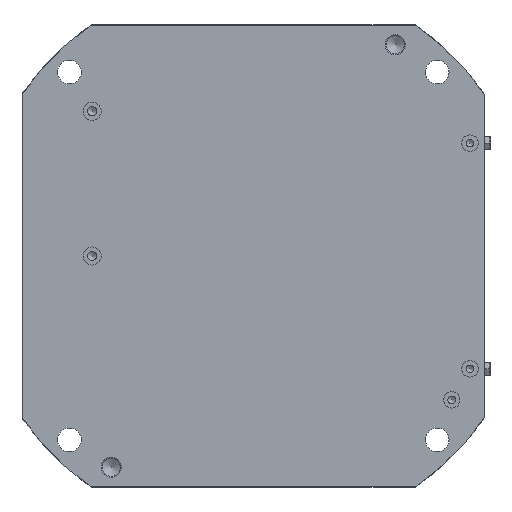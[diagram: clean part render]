
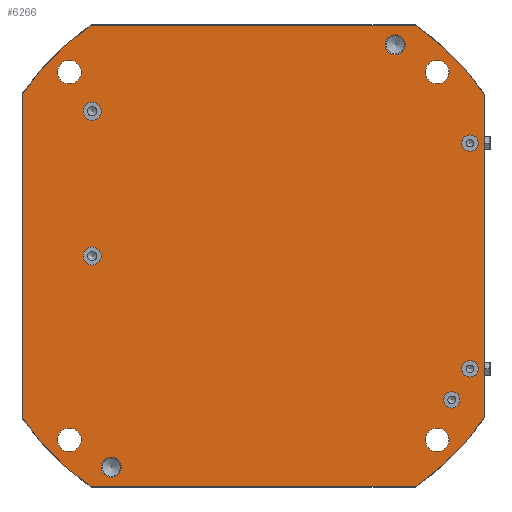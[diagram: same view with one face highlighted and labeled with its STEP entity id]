
A CAD part, front view. The second image highlights one B-rep face of the part: STEP entity #6266.
In plain terms, the highlighted planar face has unit normal (0, -1, 0).
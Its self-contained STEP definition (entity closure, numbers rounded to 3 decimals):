
#313=LINE('',#10024,#772);
#314=LINE('',#10028,#773);
#315=LINE('',#10032,#774);
#316=LINE('',#10035,#775);
#772=VECTOR('',#7968,179.14);
#773=VECTOR('',#7971,177.719);
#774=VECTOR('',#7974,179.14);
#775=VECTOR('',#7977,177.719);
#1333=FACE_BOUND('',#2285,.T.);
#1334=FACE_BOUND('',#2286,.T.);
#1335=FACE_BOUND('',#2287,.T.);
#1336=FACE_BOUND('',#2288,.T.);
#1337=FACE_BOUND('',#2289,.T.);
#1338=FACE_BOUND('',#2290,.T.);
#1339=FACE_BOUND('',#2291,.T.);
#1340=FACE_BOUND('',#2292,.T.);
#1341=FACE_BOUND('',#2293,.T.);
#1342=FACE_BOUND('',#2294,.T.);
#1343=FACE_BOUND('',#2295,.T.);
#1562=PLANE('',#6937);
#1831=FACE_OUTER_BOUND('',#2284,.T.);
#2284=EDGE_LOOP('',(#4872,#4873,#4874,#4875,#4876,#4877,#4878,#4879));
#2285=EDGE_LOOP('',(#4880));
#2286=EDGE_LOOP('',(#4881));
#2287=EDGE_LOOP('',(#4882));
#2288=EDGE_LOOP('',(#4883));
#2289=EDGE_LOOP('',(#4884));
#2290=EDGE_LOOP('',(#4885));
#2291=EDGE_LOOP('',(#4886));
#2292=EDGE_LOOP('',(#4887));
#2293=EDGE_LOOP('',(#4888));
#2294=EDGE_LOOP('',(#4889));
#2295=EDGE_LOOP('',(#4890));
#2851=CIRCLE('',#6936,5.5);
#2852=CIRCLE('',#6938,155.);
#2853=CIRCLE('',#6939,155.);
#2854=CIRCLE('',#6940,155.);
#2855=CIRCLE('',#6941,155.);
#2856=CIRCLE('',#6942,5.5);
#2857=CIRCLE('',#6943,6.5);
#2858=CIRCLE('',#6944,6.5);
#2859=CIRCLE('',#6945,6.5);
#2860=CIRCLE('',#6946,6.5);
#2861=CIRCLE('',#6947,4.5);
#2862=CIRCLE('',#6948,4.5);
#2863=CIRCLE('',#6949,4.5);
#2864=CIRCLE('',#6950,5.);
#2865=CIRCLE('',#6951,5.);
#3219=VERTEX_POINT('',#10017);
#3220=VERTEX_POINT('',#10020);
#3221=VERTEX_POINT('',#10021);
#3222=VERTEX_POINT('',#10023);
#3223=VERTEX_POINT('',#10025);
#3224=VERTEX_POINT('',#10027);
#3225=VERTEX_POINT('',#10029);
#3226=VERTEX_POINT('',#10031);
#3227=VERTEX_POINT('',#10033);
#3228=VERTEX_POINT('',#10036);
#3229=VERTEX_POINT('',#10038);
#3230=VERTEX_POINT('',#10040);
#3231=VERTEX_POINT('',#10042);
#3232=VERTEX_POINT('',#10044);
#3233=VERTEX_POINT('',#10046);
#3234=VERTEX_POINT('',#10048);
#3235=VERTEX_POINT('',#10050);
#3236=VERTEX_POINT('',#10052);
#3237=VERTEX_POINT('',#10054);
#3876=EDGE_CURVE('',#3219,#3219,#2851,.T.);
#3877=EDGE_CURVE('',#3220,#3221,#2852,.T.);
#3878=EDGE_CURVE('',#3220,#3222,#313,.T.);
#3879=EDGE_CURVE('',#3223,#3222,#2853,.T.);
#3880=EDGE_CURVE('',#3223,#3224,#314,.T.);
#3881=EDGE_CURVE('',#3225,#3224,#2854,.T.);
#3882=EDGE_CURVE('',#3226,#3225,#315,.T.);
#3883=EDGE_CURVE('',#3227,#3226,#2855,.T.);
#3884=EDGE_CURVE('',#3221,#3227,#316,.T.);
#3885=EDGE_CURVE('',#3228,#3228,#2856,.T.);
#3886=EDGE_CURVE('',#3229,#3229,#2857,.T.);
#3887=EDGE_CURVE('',#3230,#3230,#2858,.T.);
#3888=EDGE_CURVE('',#3231,#3231,#2859,.T.);
#3889=EDGE_CURVE('',#3232,#3232,#2860,.T.);
#3890=EDGE_CURVE('',#3233,#3233,#2861,.T.);
#3891=EDGE_CURVE('',#3234,#3234,#2862,.T.);
#3892=EDGE_CURVE('',#3235,#3235,#2863,.T.);
#3893=EDGE_CURVE('',#3236,#3236,#2864,.T.);
#3894=EDGE_CURVE('',#3237,#3237,#2865,.T.);
#4872=ORIENTED_EDGE('',*,*,#3877,.F.);
#4873=ORIENTED_EDGE('',*,*,#3878,.T.);
#4874=ORIENTED_EDGE('',*,*,#3879,.F.);
#4875=ORIENTED_EDGE('',*,*,#3880,.T.);
#4876=ORIENTED_EDGE('',*,*,#3881,.F.);
#4877=ORIENTED_EDGE('',*,*,#3882,.F.);
#4878=ORIENTED_EDGE('',*,*,#3883,.F.);
#4879=ORIENTED_EDGE('',*,*,#3884,.F.);
#4880=ORIENTED_EDGE('',*,*,#3885,.F.);
#4881=ORIENTED_EDGE('',*,*,#3886,.T.);
#4882=ORIENTED_EDGE('',*,*,#3887,.T.);
#4883=ORIENTED_EDGE('',*,*,#3888,.T.);
#4884=ORIENTED_EDGE('',*,*,#3889,.T.);
#4885=ORIENTED_EDGE('',*,*,#3890,.F.);
#4886=ORIENTED_EDGE('',*,*,#3891,.F.);
#4887=ORIENTED_EDGE('',*,*,#3892,.F.);
#4888=ORIENTED_EDGE('',*,*,#3893,.F.);
#4889=ORIENTED_EDGE('',*,*,#3894,.F.);
#4890=ORIENTED_EDGE('',*,*,#3876,.F.);
#6266=ADVANCED_FACE('',(#1831,#1333,#1334,#1335,#1336,#1337,#1338,#1339,
#1340,#1341,#1342,#1343),#1562,.F.);
#6936=AXIS2_PLACEMENT_3D('',#10018,#7962,#7963);
#6937=AXIS2_PLACEMENT_3D('',#10019,#7964,#7965);
#6938=AXIS2_PLACEMENT_3D('',#10022,#7966,#7967);
#6939=AXIS2_PLACEMENT_3D('',#10026,#7969,#7970);
#6940=AXIS2_PLACEMENT_3D('',#10030,#7972,#7973);
#6941=AXIS2_PLACEMENT_3D('',#10034,#7975,#7976);
#6942=AXIS2_PLACEMENT_3D('',#10037,#7978,#7979);
#6943=AXIS2_PLACEMENT_3D('',#10039,#7980,#7981);
#6944=AXIS2_PLACEMENT_3D('',#10041,#7982,#7983);
#6945=AXIS2_PLACEMENT_3D('',#10043,#7984,#7985);
#6946=AXIS2_PLACEMENT_3D('',#10045,#7986,#7987);
#6947=AXIS2_PLACEMENT_3D('',#10047,#7988,#7989);
#6948=AXIS2_PLACEMENT_3D('',#10049,#7990,#7991);
#6949=AXIS2_PLACEMENT_3D('',#10051,#7992,#7993);
#6950=AXIS2_PLACEMENT_3D('',#10053,#7994,#7995);
#6951=AXIS2_PLACEMENT_3D('',#10055,#7996,#7997);
#7962=DIRECTION('center_axis',(0.,-1.,0.));
#7963=DIRECTION('ref_axis',(-1.,0.,0.));
#7964=DIRECTION('center_axis',(0.,1.,0.));
#7965=DIRECTION('ref_axis',(0.,0.,1.));
#7966=DIRECTION('center_axis',(0.,1.,0.));
#7967=DIRECTION('ref_axis',(0.,0.,1.));
#7968=DIRECTION('',(-1.,0.,0.));
#7969=DIRECTION('center_axis',(0.,1.,0.));
#7970=DIRECTION('ref_axis',(0.,0.,1.));
#7971=DIRECTION('',(0.,0.,-1.));
#7972=DIRECTION('center_axis',(0.,1.,0.));
#7973=DIRECTION('ref_axis',(0.,0.,1.));
#7974=DIRECTION('',(-1.,0.,0.));
#7975=DIRECTION('center_axis',(0.,1.,0.));
#7976=DIRECTION('ref_axis',(0.,0.,1.));
#7977=DIRECTION('',(0.,0.,-1.));
#7978=DIRECTION('center_axis',(0.,-1.,0.));
#7979=DIRECTION('ref_axis',(-1.,0.,0.));
#7980=DIRECTION('center_axis',(0.,1.,0.));
#7981=DIRECTION('ref_axis',(0.,0.,1.));
#7982=DIRECTION('center_axis',(0.,1.,0.));
#7983=DIRECTION('ref_axis',(0.,0.,1.));
#7984=DIRECTION('center_axis',(0.,1.,0.));
#7985=DIRECTION('ref_axis',(0.,0.,1.));
#7986=DIRECTION('center_axis',(0.,1.,0.));
#7987=DIRECTION('ref_axis',(0.,0.,1.));
#7988=DIRECTION('center_axis',(0.,-1.,0.));
#7989=DIRECTION('ref_axis',(0.,0.,-1.));
#7990=DIRECTION('center_axis',(0.,-1.,0.));
#7991=DIRECTION('ref_axis',(0.,0.,-1.));
#7992=DIRECTION('center_axis',(0.,-1.,0.));
#7993=DIRECTION('ref_axis',(0.,0.,-1.));
#7994=DIRECTION('center_axis',(0.,-1.,0.));
#7995=DIRECTION('ref_axis',(0.,0.,-1.));
#7996=DIRECTION('center_axis',(0.,-1.,0.));
#7997=DIRECTION('ref_axis',(0.,0.,-1.));
#10017=CARTESIAN_POINT('',(-72.5,0.,-116.));
#10018=CARTESIAN_POINT('Origin',(-78.,0.,-116.));
#10019=CARTESIAN_POINT('Origin',(127.,0.,126.5));
#10020=CARTESIAN_POINT('',(89.57,0.,126.5));
#10021=CARTESIAN_POINT('',(127.,0.,88.859));
#10022=CARTESIAN_POINT('Origin',(0.,0.,0.));
#10023=CARTESIAN_POINT('',(-89.57,0.,126.5));
#10024=CARTESIAN_POINT('',(89.57,0.,126.5));
#10025=CARTESIAN_POINT('',(-127.,0.,88.859));
#10026=CARTESIAN_POINT('Origin',(0.,0.,0.));
#10027=CARTESIAN_POINT('',(-127.,0.,-88.859));
#10028=CARTESIAN_POINT('',(-127.,0.,88.859));
#10029=CARTESIAN_POINT('',(-89.57,0.,-126.5));
#10030=CARTESIAN_POINT('Origin',(0.,0.,0.));
#10031=CARTESIAN_POINT('',(89.57,0.,-126.5));
#10032=CARTESIAN_POINT('',(89.57,0.,-126.5));
#10033=CARTESIAN_POINT('',(127.,0.,-88.859));
#10034=CARTESIAN_POINT('Origin',(0.,0.,0.));
#10035=CARTESIAN_POINT('',(127.,0.,88.859));
#10036=CARTESIAN_POINT('',(83.5,0.,116.));
#10037=CARTESIAN_POINT('Origin',(78.,0.,116.));
#10038=CARTESIAN_POINT('',(-101.,0.,-94.5));
#10039=CARTESIAN_POINT('Origin',(-101.,0.,-101.));
#10040=CARTESIAN_POINT('',(101.,0.,-94.5));
#10041=CARTESIAN_POINT('Origin',(101.,0.,-101.));
#10042=CARTESIAN_POINT('',(-101.,0.,107.5));
#10043=CARTESIAN_POINT('Origin',(-101.,0.,101.));
#10044=CARTESIAN_POINT('',(101.,0.,107.5));
#10045=CARTESIAN_POINT('Origin',(101.,0.,101.));
#10046=CARTESIAN_POINT('',(109.,0.,-83.5));
#10047=CARTESIAN_POINT('Origin',(109.,0.,-79.));
#10048=CARTESIAN_POINT('',(119.,0.,-66.5));
#10049=CARTESIAN_POINT('Origin',(119.,0.,-62.));
#10050=CARTESIAN_POINT('',(119.,0.,57.5));
#10051=CARTESIAN_POINT('Origin',(119.,0.,62.));
#10052=CARTESIAN_POINT('',(-88.5,0.,-5.));
#10053=CARTESIAN_POINT('Origin',(-88.5,0.,0.));
#10054=CARTESIAN_POINT('',(-88.5,0.,74.5));
#10055=CARTESIAN_POINT('Origin',(-88.5,0.,79.5));
